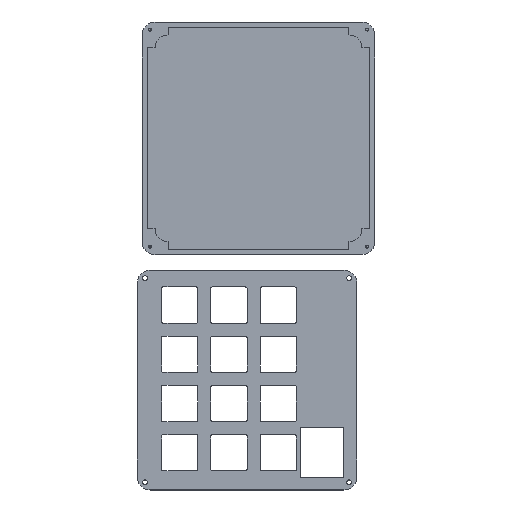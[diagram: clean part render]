
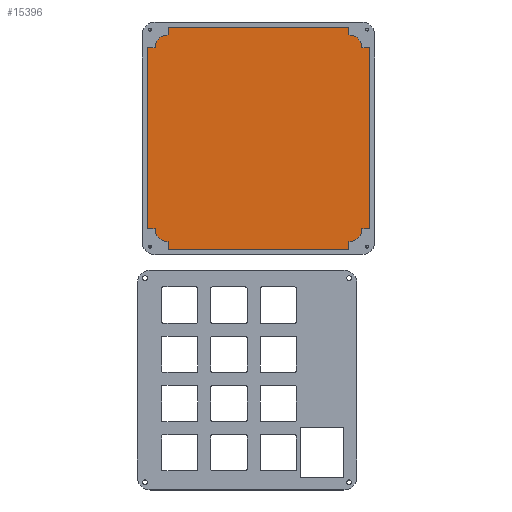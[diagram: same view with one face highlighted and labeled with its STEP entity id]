
A CAD part, top view. The second image highlights one B-rep face of the part: STEP entity #15396.
In plain terms, the highlighted planar face has unit normal (0, 0, 1).
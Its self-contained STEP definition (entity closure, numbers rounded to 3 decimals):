
#489=PLANE('',#16302);
#898=FACE_OUTER_BOUND('',#1779,.T.);
#1779=EDGE_LOOP('',(#11233,#11234,#11235,#11236,#11237,#11238,#11239,#11240,
#11241,#11242,#11243,#11244,#11245,#11246,#11247,#11248));
#2559=CIRCLE('',#16300,5.);
#2561=CIRCLE('',#16303,5.);
#2562=CIRCLE('',#16304,5.);
#2563=CIRCLE('',#16305,5.);
#3870=LINE('',#24448,#5085);
#3872=LINE('',#24454,#5087);
#3875=LINE('',#24459,#5090);
#3882=LINE('',#24477,#5097);
#3884=LINE('',#24483,#5099);
#3887=LINE('',#24488,#5102);
#3892=LINE('',#24503,#5107);
#3898=LINE('',#24515,#5113);
#3900=LINE('',#24518,#5115);
#3906=LINE('',#24535,#5121);
#3908=LINE('',#24541,#5123);
#3911=LINE('',#24546,#5126);
#5085=VECTOR('',#17218,10.);
#5087=VECTOR('',#17222,10.);
#5090=VECTOR('',#17227,10.);
#5097=VECTOR('',#17240,10.);
#5099=VECTOR('',#17244,10.);
#5102=VECTOR('',#17249,10.);
#5107=VECTOR('',#17260,10.);
#5113=VECTOR('',#17268,10.);
#5115=VECTOR('',#17272,10.);
#5121=VECTOR('',#17284,10.);
#5123=VECTOR('',#17288,10.);
#5126=VECTOR('',#17293,10.);
#6474=VERTEX_POINT('',#24442);
#6476=VERTEX_POINT('',#24446);
#6477=VERTEX_POINT('',#24450);
#6479=VERTEX_POINT('',#24453);
#6486=VERTEX_POINT('',#24471);
#6488=VERTEX_POINT('',#24475);
#6489=VERTEX_POINT('',#24479);
#6491=VERTEX_POINT('',#24482);
#6497=VERTEX_POINT('',#24499);
#6499=VERTEX_POINT('',#24502);
#6502=VERTEX_POINT('',#24509);
#6504=VERTEX_POINT('',#24513);
#6510=VERTEX_POINT('',#24529);
#6512=VERTEX_POINT('',#24533);
#6513=VERTEX_POINT('',#24537);
#6515=VERTEX_POINT('',#24540);
#8214=EDGE_CURVE('',#6474,#6476,#3870,.T.);
#8216=EDGE_CURVE('',#6477,#6479,#3872,.T.);
#8219=EDGE_CURVE('',#6476,#6479,#3875,.T.);
#8228=EDGE_CURVE('',#6486,#6488,#3882,.T.);
#8230=EDGE_CURVE('',#6489,#6491,#3884,.T.);
#8233=EDGE_CURVE('',#6488,#6491,#3887,.T.);
#8240=EDGE_CURVE('',#6497,#6499,#3892,.T.);
#8246=EDGE_CURVE('',#6502,#6504,#3898,.T.);
#8248=EDGE_CURVE('',#6504,#6499,#3900,.T.);
#8256=EDGE_CURVE('',#6510,#6512,#3906,.T.);
#8258=EDGE_CURVE('',#6513,#6515,#3908,.T.);
#8261=EDGE_CURVE('',#6512,#6515,#3911,.T.);
#8668=EDGE_CURVE('',#6513,#6502,#2559,.T.);
#8670=EDGE_CURVE('',#6497,#6474,#2561,.T.);
#8671=EDGE_CURVE('',#6477,#6486,#2562,.T.);
#8672=EDGE_CURVE('',#6489,#6510,#2563,.T.);
#11233=ORIENTED_EDGE('',*,*,#8668,.T.);
#11234=ORIENTED_EDGE('',*,*,#8246,.T.);
#11235=ORIENTED_EDGE('',*,*,#8248,.T.);
#11236=ORIENTED_EDGE('',*,*,#8240,.F.);
#11237=ORIENTED_EDGE('',*,*,#8670,.T.);
#11238=ORIENTED_EDGE('',*,*,#8214,.T.);
#11239=ORIENTED_EDGE('',*,*,#8219,.T.);
#11240=ORIENTED_EDGE('',*,*,#8216,.F.);
#11241=ORIENTED_EDGE('',*,*,#8671,.T.);
#11242=ORIENTED_EDGE('',*,*,#8228,.T.);
#11243=ORIENTED_EDGE('',*,*,#8233,.T.);
#11244=ORIENTED_EDGE('',*,*,#8230,.F.);
#11245=ORIENTED_EDGE('',*,*,#8672,.T.);
#11246=ORIENTED_EDGE('',*,*,#8256,.T.);
#11247=ORIENTED_EDGE('',*,*,#8261,.T.);
#11248=ORIENTED_EDGE('',*,*,#8258,.F.);
#15396=ADVANCED_FACE('',(#898),#489,.T.);
#16300=AXIS2_PLACEMENT_3D('',#26384,#17474,#17475);
#16302=AXIS2_PLACEMENT_3D('',#26386,#17478,#17479);
#16303=AXIS2_PLACEMENT_3D('',#26387,#17480,#17481);
#16304=AXIS2_PLACEMENT_3D('',#26388,#17482,#17483);
#16305=AXIS2_PLACEMENT_3D('',#26389,#17484,#17485);
#17218=DIRECTION('',(0.,-1.,0.));
#17222=DIRECTION('',(0.,-1.,0.));
#17227=DIRECTION('',(1.,0.,0.));
#17240=DIRECTION('',(1.,0.,0.));
#17244=DIRECTION('',(1.,0.,0.));
#17249=DIRECTION('',(0.,1.,0.));
#17260=DIRECTION('',(-1.,0.,0.));
#17268=DIRECTION('',(-1.,0.,0.));
#17272=DIRECTION('',(0.,-1.,0.));
#17284=DIRECTION('',(0.,1.,0.));
#17288=DIRECTION('',(0.,1.,0.));
#17293=DIRECTION('',(-1.,0.,0.));
#17474=DIRECTION('center_axis',(0.,0.,1.));
#17475=DIRECTION('ref_axis',(-0.707,0.707,0.));
#17478=DIRECTION('center_axis',(0.,0.,1.));
#17479=DIRECTION('ref_axis',(1.,0.,0.));
#17480=DIRECTION('center_axis',(0.,0.,1.));
#17481=DIRECTION('ref_axis',(-0.707,-0.707,0.));
#17482=DIRECTION('center_axis',(0.,0.,1.));
#17483=DIRECTION('ref_axis',(0.707,-0.707,0.));
#17484=DIRECTION('center_axis',(0.,0.,1.));
#17485=DIRECTION('ref_axis',(0.707,0.707,0.));
#24442=CARTESIAN_POINT('',(5.,0.,3.));
#24446=CARTESIAN_POINT('',(5.,-3.,3.));
#24448=CARTESIAN_POINT('',(5.,0.,3.));
#24450=CARTESIAN_POINT('',(75.,0.,3.));
#24453=CARTESIAN_POINT('',(75.,-3.,3.));
#24454=CARTESIAN_POINT('',(75.,0.,3.));
#24459=CARTESIAN_POINT('',(60.,-3.,3.));
#24471=CARTESIAN_POINT('',(80.,5.,3.));
#24475=CARTESIAN_POINT('',(83.,5.,3.));
#24477=CARTESIAN_POINT('',(80.,5.,3.));
#24479=CARTESIAN_POINT('',(80.,75.,3.));
#24482=CARTESIAN_POINT('',(83.,75.,3.));
#24483=CARTESIAN_POINT('',(80.,75.,3.));
#24488=CARTESIAN_POINT('',(83.,60.,3.));
#24499=CARTESIAN_POINT('',(0.,5.,3.));
#24502=CARTESIAN_POINT('',(-3.,5.,3.));
#24503=CARTESIAN_POINT('',(0.,5.,3.));
#24509=CARTESIAN_POINT('',(0.,75.,3.));
#24513=CARTESIAN_POINT('',(-3.,75.,3.));
#24515=CARTESIAN_POINT('',(0.,75.,3.));
#24518=CARTESIAN_POINT('',(-3.,20.,3.));
#24529=CARTESIAN_POINT('',(75.,80.,3.));
#24533=CARTESIAN_POINT('',(75.,83.,3.));
#24535=CARTESIAN_POINT('',(75.,80.,3.));
#24537=CARTESIAN_POINT('',(5.,80.,3.));
#24540=CARTESIAN_POINT('',(5.,83.,3.));
#24541=CARTESIAN_POINT('',(5.,80.,3.));
#24546=CARTESIAN_POINT('',(20.,83.,3.));
#26384=CARTESIAN_POINT('Origin',(5.,75.,3.));
#26386=CARTESIAN_POINT('Origin',(40.,40.,3.));
#26387=CARTESIAN_POINT('Origin',(5.,5.,3.));
#26388=CARTESIAN_POINT('Origin',(75.,5.,3.));
#26389=CARTESIAN_POINT('Origin',(75.,75.,3.));
